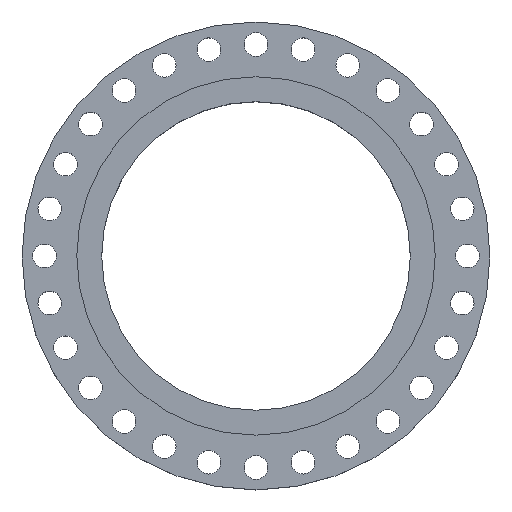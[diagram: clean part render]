
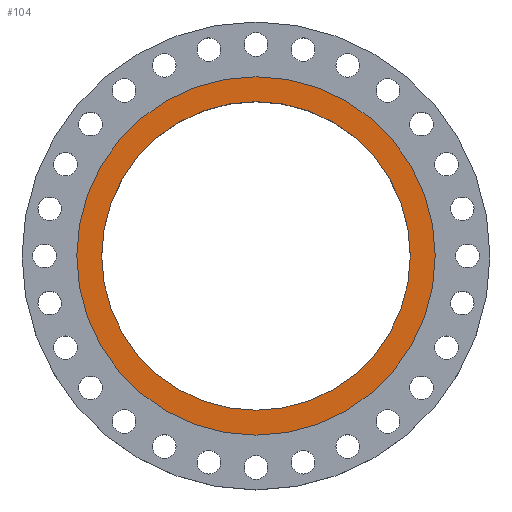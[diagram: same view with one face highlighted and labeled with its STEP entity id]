
A CAD part, top view. The second image highlights one B-rep face of the part: STEP entity #104.
In plain terms, the highlighted planar face has unit normal (0, 0, 1).
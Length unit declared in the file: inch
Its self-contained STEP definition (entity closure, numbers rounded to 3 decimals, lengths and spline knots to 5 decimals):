
#95 = AXIS2_PLACEMENT_3D ( 'NONE', #1035, #1817, #609 ) ;
#104 = ADVANCED_FACE ( 'NONE', ( #2313, #1302 ), #297, .F. ) ;
#188 = CIRCLE ( 'NONE', #95, 18. ) ;
#195 = VERTEX_POINT ( 'NONE', #2610 ) ;
#208 = CARTESIAN_POINT ( 'NONE',  ( -15.5, 0., 0. ) ) ;
#210 = VERTEX_POINT ( 'NONE', #1981 ) ;
#276 = AXIS2_PLACEMENT_3D ( 'NONE', #2358, #1162, #2587 ) ;
#285 = CARTESIAN_POINT ( 'NONE',  ( 0., 0., 0. ) ) ;
#297 = PLANE ( 'NONE',  #2601 ) ;
#304 = EDGE_CURVE ( 'NONE', #210, #195, #188, .T. ) ;
#488 = DIRECTION ( 'NONE',  ( -1., 0., 0. ) ) ;
#609 = DIRECTION ( 'NONE',  ( 1., 0., 0. ) ) ;
#631 = CIRCLE ( 'NONE', #276, 18. ) ;
#685 = CARTESIAN_POINT ( 'NONE',  ( 0., 15.5, 0. ) ) ;
#712 = VERTEX_POINT ( 'NONE', #208 ) ;
#783 = EDGE_LOOP ( 'NONE', ( #1810, #1328 ) ) ;
#925 = EDGE_LOOP ( 'NONE', ( #2170, #1805 ) ) ;
#937 = CIRCLE ( 'NONE', #2429, 15.5 ) ;
#950 = EDGE_CURVE ( 'NONE', #2481, #712, #1909, .T. ) ;
#1035 = CARTESIAN_POINT ( 'NONE',  ( 0., 0., 0. ) ) ;
#1096 = EDGE_CURVE ( 'NONE', #712, #2481, #937, .T. ) ;
#1162 = DIRECTION ( 'NONE',  ( 0., 0., 1. ) ) ;
#1241 = DIRECTION ( 'NONE',  ( 1., 0., 0. ) ) ;
#1302 = FACE_OUTER_BOUND ( 'NONE', #783, .T. ) ;
#1328 = ORIENTED_EDGE ( 'NONE', *, *, #304, .T. ) ;
#1645 = DIRECTION ( 'NONE',  ( 0., 0., 1. ) ) ;
#1660 = EDGE_CURVE ( 'NONE', #195, #210, #631, .T. ) ;
#1801 = CARTESIAN_POINT ( 'NONE',  ( 0., 0., 0. ) ) ;
#1805 = ORIENTED_EDGE ( 'NONE', *, *, #1096, .F. ) ;
#1810 = ORIENTED_EDGE ( 'NONE', *, *, #1660, .T. ) ;
#1817 = DIRECTION ( 'NONE',  ( 0., 0., 1. ) ) ;
#1863 = AXIS2_PLACEMENT_3D ( 'NONE', #1801, #2046, #1241 ) ;
#1887 = DIRECTION ( 'NONE',  ( 1., 0., 0. ) ) ;
#1896 = DIRECTION ( 'NONE',  ( 0., 0., -1. ) ) ;
#1909 = CIRCLE ( 'NONE', #1863, 15.5 ) ;
#1981 = CARTESIAN_POINT ( 'NONE',  ( -18., 0., 0. ) ) ;
#1992 = CARTESIAN_POINT ( 'NONE',  ( 15.5, 0., 0. ) ) ;
#2046 = DIRECTION ( 'NONE',  ( 0., 0., 1. ) ) ;
#2170 = ORIENTED_EDGE ( 'NONE', *, *, #950, .F. ) ;
#2313 = FACE_BOUND ( 'NONE', #925, .T. ) ;
#2358 = CARTESIAN_POINT ( 'NONE',  ( 0., 0., 0. ) ) ;
#2429 = AXIS2_PLACEMENT_3D ( 'NONE', #285, #1645, #1887 ) ;
#2481 = VERTEX_POINT ( 'NONE', #1992 ) ;
#2587 = DIRECTION ( 'NONE',  ( 1., 0., 0. ) ) ;
#2601 = AXIS2_PLACEMENT_3D ( 'NONE', #685, #1896, #488 ) ;
#2610 = CARTESIAN_POINT ( 'NONE',  ( 18., 0., 0. ) ) ;
